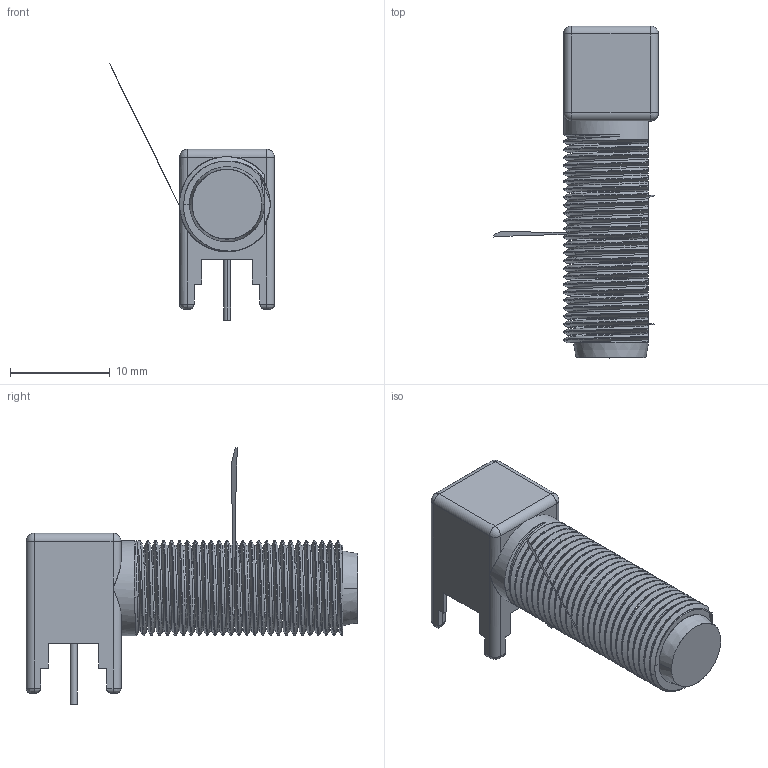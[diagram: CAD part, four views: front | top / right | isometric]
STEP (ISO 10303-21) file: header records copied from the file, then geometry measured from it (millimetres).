
FILE_DESCRIPTION( ( '' ), ' ' );
FILE_NAME( '5a81a60e0a40780efda0bc53.step', '2018-02-12T14:34:55', ( '' ), ( '' ), ' ', ' ', ' ' );
FILE_SCHEMA( ( 'AUTOMOTIVE_DESIGN { 1 0 10303 214 1 1 1 1 }' ) );
Length unit declared in the file: metre
Products named in the file (212): Surface 212; Surface 211; Surface 210; Surface 209; Surface 208; Surface 207; Surface 206; Surface 205; Surface 204; Surface 203; Surface 202; Surface 201; Surface 200; Surface 199; Surface 198; Surface 197; Surface 196; Surface 195; Surface 194; Surface 193; Surface 192; Surface 191; Surface 190; Surface 189; Surface 188; Surface 187; Surface 186; Surface 185; Surface 184; Surface 183; Surface 182; Surface 181; Surface 180; Surface 179; Surface 178; Surface 177; Surface 176; Surface 175; Surface 174; Surface 173 ...
Bounding box: 16.5 x 33.2 x 25.65 mm (x, y, z)
Surface area: 1612 mm2 (no closed solid volume)
Topology: 0 solids, 215 shells, 215 faces, 1177 edges, 1177 vertices
Faces by surface type: bspline 90, cylinder 75, plane 43, sphere 4, cone 2, extrusion 1
Entity records: 28743 total; most frequent: CARTESIAN_POINT 18087, ORIENTED_EDGE 1177, EDGE_CURVE 1177, VERTEX_POINT 1177, B_SPLINE_CURVE_WITH_KNOTS 1078, DIRECTION 806, AXIS2_PLACEMENT_3D 369, FACE_BOUND 216
